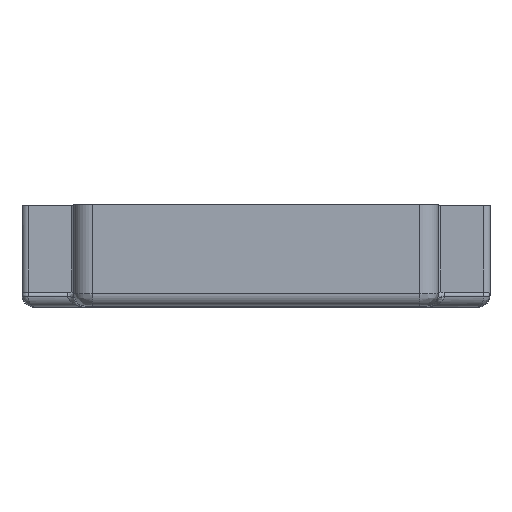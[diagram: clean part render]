
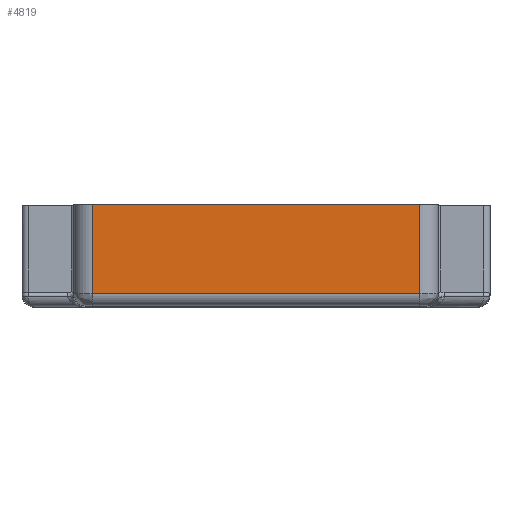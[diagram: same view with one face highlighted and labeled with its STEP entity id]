
A CAD part, top view. The second image highlights one B-rep face of the part: STEP entity #4819.
In plain terms, the highlighted planar face has unit normal (0, 0, 1).
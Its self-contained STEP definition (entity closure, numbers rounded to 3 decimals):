
#124=PLANE('',#5188);
#285=FACE_OUTER_BOUND('',#569,.T.);
#569=EDGE_LOOP('',(#3515,#3516,#3517,#3518));
#926=LINE('',#7430,#1404);
#966=LINE('',#7751,#1444);
#967=LINE('',#7765,#1445);
#969=LINE('',#7768,#1447);
#1404=VECTOR('',#5858,10.);
#1444=VECTOR('',#5972,10.);
#1445=VECTOR('',#5979,10.);
#1447=VECTOR('',#5983,10.);
#2128=VERTEX_POINT('',#7427);
#2129=VERTEX_POINT('',#7429);
#2175=VERTEX_POINT('',#7745);
#2176=VERTEX_POINT('',#7749);
#2621=EDGE_CURVE('',#2129,#2128,#926,.T.);
#2690=EDGE_CURVE('',#2176,#2175,#966,.T.);
#2693=EDGE_CURVE('',#2175,#2128,#967,.T.);
#2695=EDGE_CURVE('',#2129,#2176,#969,.T.);
#3515=ORIENTED_EDGE('',*,*,#2690,.F.);
#3516=ORIENTED_EDGE('',*,*,#2695,.F.);
#3517=ORIENTED_EDGE('',*,*,#2621,.T.);
#3518=ORIENTED_EDGE('',*,*,#2693,.F.);
#4819=ADVANCED_FACE('',(#285),#124,.T.);
#5188=AXIS2_PLACEMENT_3D('',#7767,#5981,#5982);
#5858=DIRECTION('',(-1.,0.,0.));
#5972=DIRECTION('',(-1.,0.,0.));
#5979=DIRECTION('',(0.,1.,0.));
#5981=DIRECTION('center_axis',(0.,0.,
1.));
#5982=DIRECTION('ref_axis',(1.,0.,0.));
#5983=DIRECTION('',(0.,-1.,0.));
#7427=CARTESIAN_POINT('',(39.25,-5.425,51.332));
#7429=CARTESIAN_POINT('',(65.65,-5.425,51.332));
#7430=CARTESIAN_POINT('',(59.625,-5.425,51.332));
#7745=CARTESIAN_POINT('',(39.25,-12.6,51.332));
#7749=CARTESIAN_POINT('',(65.65,-12.6,51.332));
#7751=CARTESIAN_POINT('',(59.628,-12.6,51.332));
#7765=CARTESIAN_POINT('',(39.25,-6.8,51.332));
#7767=CARTESIAN_POINT('Origin',(66.8,-6.8,51.332));
#7768=CARTESIAN_POINT('',(65.65,-6.8,51.332));
